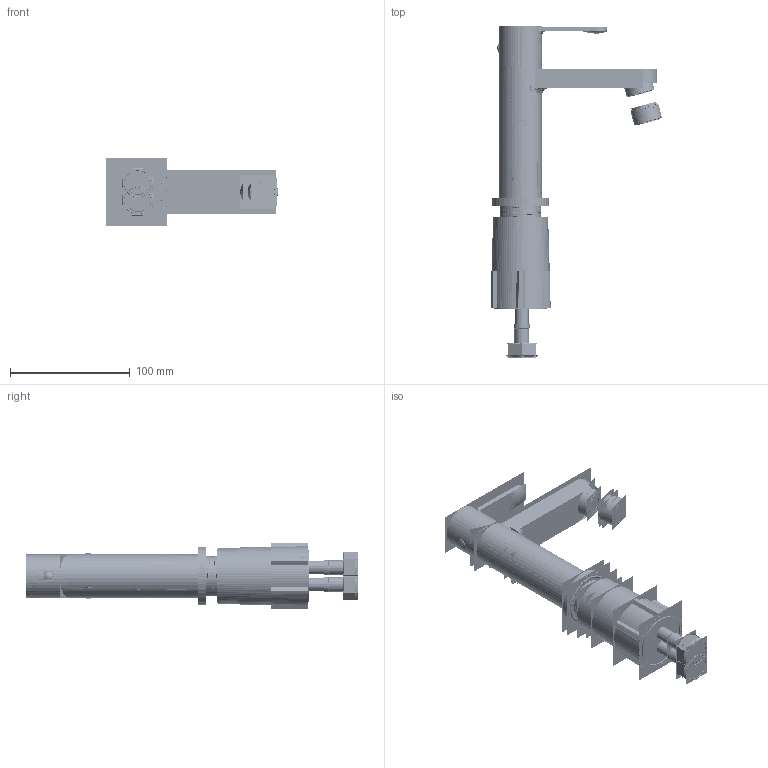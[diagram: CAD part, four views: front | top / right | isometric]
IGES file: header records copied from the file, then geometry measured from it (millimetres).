
Start section:  PTC IGES file: 8033031.igs
Global section: file name: 8033031.igs; native system: Pro/ENGINEER by Parametric Technology Corporation; preprocessor: 2008230; author: Administrator; organization: Unknown; date: 20140607.141534; units: millimetre
Bounding box: 143.37 x 276.82 x 56.82 mm (x, y, z)
Volume: 303489.3 mm3; surface area: 1089015.5 mm2
Topology: 21 solids, 36 shells, 3856 faces, 19132 edges, 24418 vertices
Faces by surface type: revolution 2384, bspline 1472
